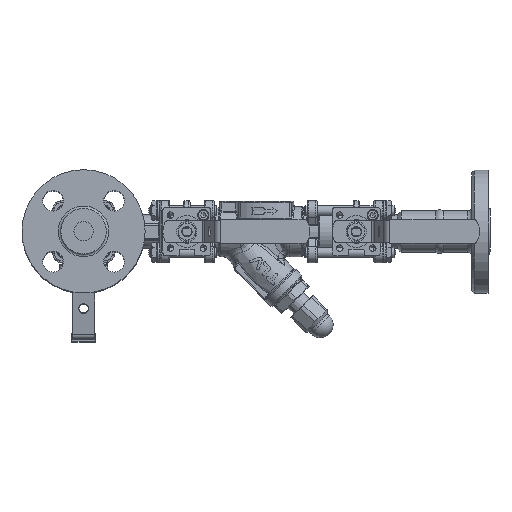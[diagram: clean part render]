
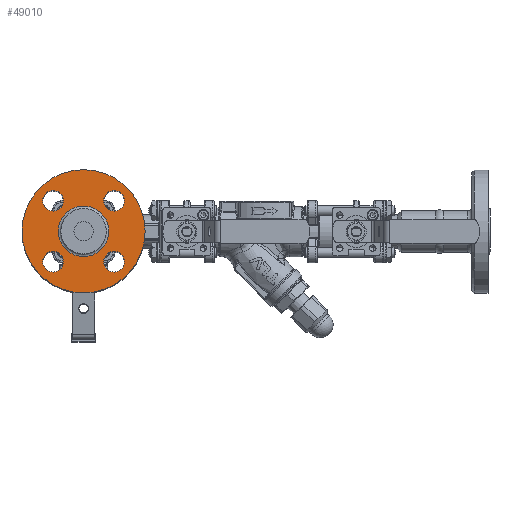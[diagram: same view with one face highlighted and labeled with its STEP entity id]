
A CAD part, top view. The second image highlights one B-rep face of the part: STEP entity #49010.
In plain terms, the highlighted planar face has unit normal (0, 0, 1).
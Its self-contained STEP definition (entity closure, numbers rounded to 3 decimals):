
#4914=FACE_BOUND('',#10942,.T.);
#4915=FACE_BOUND('',#10943,.T.);
#4916=FACE_BOUND('',#10944,.T.);
#4917=FACE_BOUND('',#10945,.T.);
#4918=FACE_BOUND('',#10946,.T.);
#5559=PLANE('',#53562);
#7724=FACE_OUTER_BOUND('',#10941,.T.);
#10941=EDGE_LOOP('',(#39487));
#10942=EDGE_LOOP('',(#39488));
#10943=EDGE_LOOP('',(#39489));
#10944=EDGE_LOOP('',(#39490));
#10945=EDGE_LOOP('',(#39491));
#10946=EDGE_LOOP('',(#39492));
#18801=CIRCLE('',#53547,47.5);
#18803=CIRCLE('',#53551,8.);
#18805=CIRCLE('',#53554,8.);
#18807=CIRCLE('',#53557,8.);
#18809=CIRCLE('',#53560,8.);
#18811=CIRCLE('',#53563,19.486);
#22237=VERTEX_POINT('',#87950);
#22239=VERTEX_POINT('',#87958);
#22241=VERTEX_POINT('',#87964);
#22243=VERTEX_POINT('',#87970);
#22245=VERTEX_POINT('',#87976);
#22247=VERTEX_POINT('',#87982);
#28270=EDGE_CURVE('',#22237,#22237,#18801,.T.);
#28273=EDGE_CURVE('',#22239,#22239,#18803,.T.);
#28276=EDGE_CURVE('',#22241,#22241,#18805,.T.);
#28279=EDGE_CURVE('',#22243,#22243,#18807,.T.);
#28282=EDGE_CURVE('',#22245,#22245,#18809,.T.);
#28285=EDGE_CURVE('',#22247,#22247,#18811,.T.);
#39487=ORIENTED_EDGE('',*,*,#28270,.F.);
#39488=ORIENTED_EDGE('',*,*,#28273,.T.);
#39489=ORIENTED_EDGE('',*,*,#28276,.T.);
#39490=ORIENTED_EDGE('',*,*,#28279,.T.);
#39491=ORIENTED_EDGE('',*,*,#28282,.T.);
#39492=ORIENTED_EDGE('',*,*,#28285,.F.);
#49010=ADVANCED_FACE('',(#7724,#4914,#4915,#4916,#4917,#4918),#5559,.F.);
#53547=AXIS2_PLACEMENT_3D('',#87952,#63613,#63614);
#53551=AXIS2_PLACEMENT_3D('',#87959,#63622,#63623);
#53554=AXIS2_PLACEMENT_3D('',#87965,#63629,#63630);
#53557=AXIS2_PLACEMENT_3D('',#87971,#63636,#63637);
#53560=AXIS2_PLACEMENT_3D('',#87977,#63643,#63644);
#53562=AXIS2_PLACEMENT_3D('',#87981,#63648,#63649);
#53563=AXIS2_PLACEMENT_3D('',#87983,#63650,#63651);
#63613=DIRECTION('center_axis',(0.,0.,
-1.));
#63614=DIRECTION('ref_axis',(1.,0.,0.));
#63622=DIRECTION('center_axis',(0.,0.,
-1.));
#63623=DIRECTION('ref_axis',(-1.,0.,0.));
#63629=DIRECTION('center_axis',(0.,0.,
-1.));
#63630=DIRECTION('ref_axis',(0.,1.,0.));
#63636=DIRECTION('center_axis',(0.,0.,
-1.));
#63637=DIRECTION('ref_axis',(1.,0.,0.));
#63643=DIRECTION('center_axis',(0.,0.,
-1.));
#63644=DIRECTION('ref_axis',(0.,-1.,0.));
#63648=DIRECTION('center_axis',(0.,0.,
-1.));
#63649=DIRECTION('ref_axis',(1.,0.,0.));
#63650=DIRECTION('center_axis',(0.,0.,
1.));
#63651=DIRECTION('ref_axis',(-1.,0.,0.));
#87950=CARTESIAN_POINT('',(-192.536,18.833,190.983));
#87952=CARTESIAN_POINT('Origin',(-145.036,18.833,190.983));
#87958=CARTESIAN_POINT('',(-160.547,-4.679,190.983));
#87959=CARTESIAN_POINT('Origin',(-168.547,-4.679,190.983));
#87964=CARTESIAN_POINT('',(-168.547,34.344,190.983));
#87965=CARTESIAN_POINT('Origin',(-168.547,42.344,190.983));
#87970=CARTESIAN_POINT('',(-129.525,42.344,190.983));
#87971=CARTESIAN_POINT('Origin',(-121.525,42.344,190.983));
#87976=CARTESIAN_POINT('',(-121.525,3.321,190.983));
#87977=CARTESIAN_POINT('Origin',(-121.525,-4.679,190.983));
#87981=CARTESIAN_POINT('Origin',(-145.036,18.833,190.983));
#87982=CARTESIAN_POINT('',(-125.549,18.833,190.983));
#87983=CARTESIAN_POINT('Origin',(-145.036,18.833,190.983));
